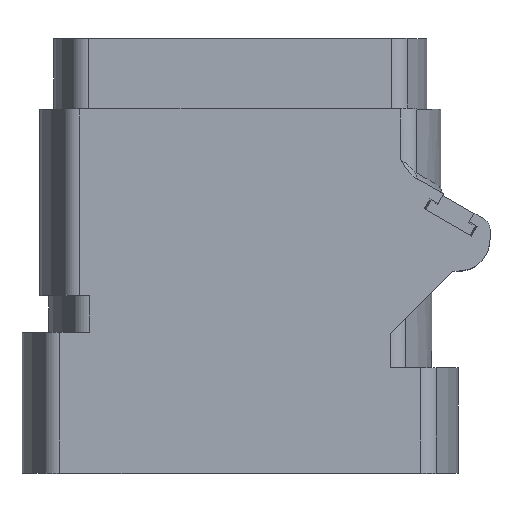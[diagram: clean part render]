
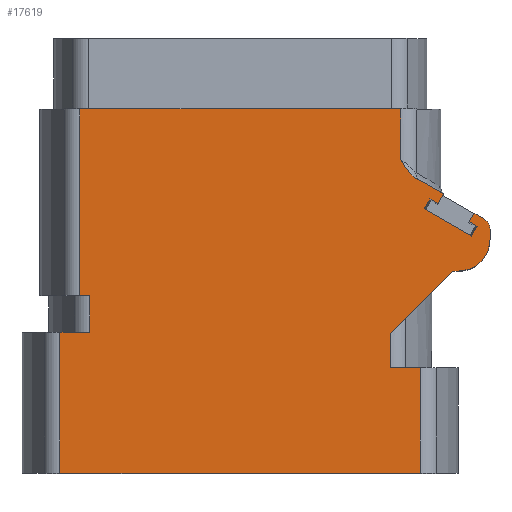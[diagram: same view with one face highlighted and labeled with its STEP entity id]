
A CAD part, top view. The second image highlights one B-rep face of the part: STEP entity #17619.
In plain terms, the highlighted planar face has unit normal (0, 0, 1).
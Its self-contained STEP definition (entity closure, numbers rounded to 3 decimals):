
#1106=DIRECTION('',(0.,-1.,0.));
#1107=VECTOR('',#1106,10.6);
#1108=CARTESIAN_POINT('',(-9.119,20.7,6.));
#1109=LINE('',#1108,#1107);
#1124=DIRECTION('',(0.866,-0.5,0.));
#1125=VECTOR('',#1124,0.525);
#1126=CARTESIAN_POINT('',(10.782,15.588,6.));
#1127=LINE('',#1126,#1125);
#1128=DIRECTION('',(0.866,-0.5,0.));
#1129=VECTOR('',#1128,0.525);
#1130=CARTESIAN_POINT('',(13.012,14.3,6.));
#1131=LINE('',#1130,#1129);
#1132=DIRECTION('',(-0.5,-0.866,0.));
#1133=VECTOR('',#1132,0.55);
#1134=CARTESIAN_POINT('',(13.287,14.777,6.));
#1135=LINE('',#1134,#1133);
#1136=CARTESIAN_POINT('',(13.55,13.874,6.));
#1137=DIRECTION('',(0.,0.,-1.));
#1138=DIRECTION('',(0.5,0.866,0.));
#1139=AXIS2_PLACEMENT_3D('',#1136,#1137,#1138);
#1141=DIRECTION('',(0.,-1.,0.));
#1142=VECTOR('',#1141,0.585);
#1143=CARTESIAN_POINT('',(14.2,13.874,6.));
#1144=LINE('',#1143,#1142);
#1145=CARTESIAN_POINT('',(12.4,13.289,6.));
#1146=DIRECTION('',(0.,0.,1.));
#1147=DIRECTION('',(0.,-1.,0.));
#1148=AXIS2_PLACEMENT_3D('',#1145,#1146,#1147);
#1150=DIRECTION('',(-1.,0.,0.));
#1151=VECTOR('',#1150,0.316);
#1152=CARTESIAN_POINT('',(12.4,11.489,6.));
#1153=LINE('',#1152,#1151);
#1154=DIRECTION('',(1.,0.,0.));
#1155=VECTOR('',#1154,18.238);
#1156=CARTESIAN_POINT('',(-9.119,20.7,6.));
#1157=LINE('',#1156,#1155);
#1158=DIRECTION('',(0.5,0.866,0.));
#1159=VECTOR('',#1158,0.63);
#1160=CARTESIAN_POINT('',(11.236,15.325,6.));
#1161=LINE('',#1160,#1159);
#1357=DIRECTION('',(-0.866,0.5,0.));
#1358=VECTOR('',#1357,1.806);
#1359=CARTESIAN_POINT('',(11.552,15.871,6.));
#1360=LINE('',#1359,#1358);
#1387=CARTESIAN_POINT('',(9.119,17.853,6.));
#1403=CARTESIAN_POINT('',(9.987,16.774,6.));
#1405=CARTESIAN_POINT('',(9.987,16.775,6.));
#1406=CARTESIAN_POINT('',(9.975,16.782,6.));
#1407=CARTESIAN_POINT('',(9.95,16.797,6.));
#1408=CARTESIAN_POINT('',(9.911,16.822,6.));
#1409=CARTESIAN_POINT('',(9.871,16.851,6.));
#1410=CARTESIAN_POINT('',(9.83,16.883,6.));
#1411=CARTESIAN_POINT('',(9.789,16.918,6.));
#1412=CARTESIAN_POINT('',(9.748,16.956,6.));
#1413=CARTESIAN_POINT('',(9.705,16.999,6.));
#1414=CARTESIAN_POINT('',(9.658,17.048,6.));
#1415=CARTESIAN_POINT('',(9.608,17.105,6.));
#1416=CARTESIAN_POINT('',(9.554,17.171,6.));
#1417=CARTESIAN_POINT('',(9.499,17.244,6.));
#1418=CARTESIAN_POINT('',(9.445,17.321,6.));
#1419=CARTESIAN_POINT('',(9.393,17.399,6.));
#1420=CARTESIAN_POINT('',(9.342,17.477,6.));
#1421=CARTESIAN_POINT('',(9.295,17.554,6.));
#1422=CARTESIAN_POINT('',(9.25,17.629,6.));
#1423=CARTESIAN_POINT('',(9.206,17.703,6.));
#1424=CARTESIAN_POINT('',(9.163,17.777,6.));
#1425=CARTESIAN_POINT('',(9.134,17.828,6.));
#1426=CARTESIAN_POINT('',(9.119,17.853,6.));
#1428=DIRECTION('',(0.,-1.,0.));
#1429=VECTOR('',#1428,2.847);
#1430=CARTESIAN_POINT('',(9.119,20.7,6.));
#1431=LINE('',#1430,#1429);
#1534=DIRECTION('',(1.,0.,0.));
#1535=VECTOR('',#1534,0.575);
#1536=CARTESIAN_POINT('',(-9.119,10.1,6.));
#1537=LINE('',#1536,#1535);
#1552=DIRECTION('',(0.,-1.,0.));
#1553=VECTOR('',#1552,2.1);
#1554=CARTESIAN_POINT('',(-8.545,10.1,6.));
#1555=LINE('',#1554,#1553);
#1575=DIRECTION('',(-1.,0.,0.));
#1576=VECTOR('',#1575,1.7);
#1577=CARTESIAN_POINT('',(-8.545,8.,6.));
#1578=LINE('',#1577,#1576);
#1606=DIRECTION('',(0.,-1.,0.));
#1607=VECTOR('',#1606,8.);
#1608=CARTESIAN_POINT('',(-10.245,8.,6.));
#1609=LINE('',#1608,#1607);
#1633=DIRECTION('',(1.,0.,0.));
#1634=VECTOR('',#1633,20.49);
#1635=CARTESIAN_POINT('',(-10.245,0.,6.));
#1636=LINE('',#1635,#1634);
#1669=DIRECTION('',(0.,-1.,0.));
#1670=VECTOR('',#1669,6.);
#1671=CARTESIAN_POINT('',(10.245,6.,6.));
#1672=LINE('',#1671,#1670);
#1678=DIRECTION('',(-1.,0.,0.));
#1679=VECTOR('',#1678,1.7);
#1680=CARTESIAN_POINT('',(10.245,6.,6.));
#1681=LINE('',#1680,#1679);
#1705=DIRECTION('',(0.,-1.,0.));
#1706=VECTOR('',#1705,1.95);
#1707=CARTESIAN_POINT('',(8.545,7.95,6.));
#1708=LINE('',#1707,#1706);
#1800=DIRECTION('',(0.707,0.707,0.));
#1801=VECTOR('',#1800,5.006);
#1802=CARTESIAN_POINT('',(8.545,7.95,6.));
#1803=LINE('',#1802,#1801);
#1832=DIRECTION('',(-0.866,0.5,0.));
#1833=VECTOR('',#1832,0.679);
#1834=CARTESIAN_POINT('',(13.875,14.437,6.));
#1835=LINE('',#1834,#1833);
#1920=DIRECTION('',(-0.5,-0.866,0.));
#1921=VECTOR('',#1920,0.65);
#1922=CARTESIAN_POINT('',(13.466,14.038,6.));
#1923=LINE('',#1922,#1921);
#1952=DIRECTION('',(-0.866,0.5,0.));
#1953=VECTOR('',#1952,3.1);
#1954=CARTESIAN_POINT('',(13.141,13.475,6.));
#1955=LINE('',#1954,#1953);
#1968=DIRECTION('',(0.5,0.866,0.));
#1969=VECTOR('',#1968,0.65);
#1970=CARTESIAN_POINT('',(10.457,15.025,6.));
#1971=LINE('',#1970,#1969);
#13663=CARTESIAN_POINT('',(10.245,0.,6.));
#13664=VERTEX_POINT('',#13663);
#13665=CARTESIAN_POINT('',(10.245,6.,6.));
#13666=VERTEX_POINT('',#13665);
#13675=CARTESIAN_POINT('',(-10.245,8.,6.));
#13676=CARTESIAN_POINT('',(-10.245,0.,6.));
#13677=VERTEX_POINT('',#13675);
#13678=VERTEX_POINT('',#13676);
#13683=CARTESIAN_POINT('',(13.875,14.437,6.));
#13684=CARTESIAN_POINT('',(14.2,13.874,6.));
#13685=VERTEX_POINT('',#13683);
#13686=VERTEX_POINT('',#13684);
#13703=CARTESIAN_POINT('',(8.545,7.95,6.));
#13704=CARTESIAN_POINT('',(8.545,6.,6.));
#13705=VERTEX_POINT('',#13703);
#13706=VERTEX_POINT('',#13704);
#13709=CARTESIAN_POINT('',(12.084,11.489,6.));
#13710=VERTEX_POINT('',#13709);
#13715=CARTESIAN_POINT('',(9.119,20.7,6.));
#13717=VERTEX_POINT('',#13715);
#13727=CARTESIAN_POINT('',(-8.545,10.1,6.));
#13728=CARTESIAN_POINT('',(-8.545,8.,6.));
#13729=VERTEX_POINT('',#13727);
#13730=VERTEX_POINT('',#13728);
#13735=CARTESIAN_POINT('',(-9.119,20.7,6.));
#13736=CARTESIAN_POINT('',(-9.119,10.1,6.));
#13737=VERTEX_POINT('',#13735);
#13738=VERTEX_POINT('',#13736);
#13840=VERTEX_POINT('',#1387);
#13842=VERTEX_POINT('',#1403);
#13854=CARTESIAN_POINT('',(12.4,11.489,6.));
#13855=CARTESIAN_POINT('',(14.2,13.289,6.));
#13856=VERTEX_POINT('',#13854);
#13857=VERTEX_POINT('',#13855);
#13870=CARTESIAN_POINT('',(13.287,14.777,6.));
#13871=VERTEX_POINT('',#13870);
#13874=CARTESIAN_POINT('',(11.552,15.871,6.));
#13875=VERTEX_POINT('',#13874);
#13886=CARTESIAN_POINT('',(13.141,13.475,6.));
#13887=VERTEX_POINT('',#13886);
#13888=CARTESIAN_POINT('',(10.457,15.025,6.));
#13889=VERTEX_POINT('',#13888);
#13894=CARTESIAN_POINT('',(10.782,15.588,6.));
#13895=CARTESIAN_POINT('',(11.236,15.325,6.));
#13896=VERTEX_POINT('',#13894);
#13897=VERTEX_POINT('',#13895);
#13898=CARTESIAN_POINT('',(13.012,14.3,6.));
#13899=CARTESIAN_POINT('',(13.466,14.038,6.));
#13900=VERTEX_POINT('',#13898);
#13901=VERTEX_POINT('',#13899);
#17562=CARTESIAN_POINT('',(-10.852,0.,6.));
#17563=DIRECTION('',(0.,0.,1.));
#17564=DIRECTION('',(1.,0.,0.));
#17565=AXIS2_PLACEMENT_3D('',#17562,#17563,#17564);
#17566=PLANE('',#17565);
#17568=ORIENTED_EDGE('',*,*,#17567,.F.);
#17570=ORIENTED_EDGE('',*,*,#17569,.F.);
#17572=ORIENTED_EDGE('',*,*,#17571,.F.);
#17574=ORIENTED_EDGE('',*,*,#17573,.F.);
#17576=ORIENTED_EDGE('',*,*,#17575,.F.);
#17578=ORIENTED_EDGE('',*,*,#17577,.F.);
#17580=ORIENTED_EDGE('',*,*,#17579,.F.);
#17582=ORIENTED_EDGE('',*,*,#17581,.T.);
#17584=ORIENTED_EDGE('',*,*,#17583,.T.);
#17586=ORIENTED_EDGE('',*,*,#17585,.F.);
#17588=ORIENTED_EDGE('',*,*,#17587,.T.);
#17590=ORIENTED_EDGE('',*,*,#17589,.F.);
#17592=ORIENTED_EDGE('',*,*,#17591,.T.);
#17594=ORIENTED_EDGE('',*,*,#17593,.F.);
#17596=ORIENTED_EDGE('',*,*,#17595,.T.);
#17598=ORIENTED_EDGE('',*,*,#17597,.F.);
#17600=ORIENTED_EDGE('',*,*,#17599,.F.);
#17602=ORIENTED_EDGE('',*,*,#17601,.F.);
#17604=ORIENTED_EDGE('',*,*,#17603,.F.);
#17606=ORIENTED_EDGE('',*,*,#17605,.F.);
#17607=ORIENTED_EDGE('',*,*,#17552,.F.);
#17608=ORIENTED_EDGE('',*,*,#17525,.T.);
#17610=ORIENTED_EDGE('',*,*,#17609,.T.);
#17612=ORIENTED_EDGE('',*,*,#17611,.F.);
#17614=ORIENTED_EDGE('',*,*,#17613,.F.);
#17616=ORIENTED_EDGE('',*,*,#17615,.F.);
#17617=EDGE_LOOP('',(#17568,#17570,#17572,#17574,#17576,#17578,#17580,#17582,
#17584,#17586,#17588,#17590,#17592,#17594,#17596,#17598,#17600,#17602,#17604,
#17606,#17607,#17608,#17610,#17612,#17614,#17616));
#17618=FACE_OUTER_BOUND('',#17617,.F.);
#17619=ADVANCED_FACE('',(#17618),#17566,.T.);
#1140=CIRCLE('',#1139,0.65);
#1149=CIRCLE('',#1148,1.8);
#1427=B_SPLINE_CURVE_WITH_KNOTS('',3,(#1405,#1406,#1407,#1408,#1409,#1410,#1411,
#1412,#1413,#1414,#1415,#1416,#1417,#1418,#1419,#1420,#1421,#1422,#1423,#1424,
#1425,#1426),.UNSPECIFIED.,.F.,.F.,(4,1,1,1,1,1,1,1,1,1,1,1,1,1,1,1,1,1,1,4),(
0.,0.053,0.105,0.158,0.211,
0.263,0.316,0.368,0.421,
0.474,0.526,0.579,0.632,
0.684,0.737,0.789,0.842,
0.895,0.947,1.),.UNSPECIFIED.);
#17525=EDGE_CURVE('',#13737,#13717,#1157,.T.);
#17552=EDGE_CURVE('',#13737,#13738,#1109,.T.);
#17567=EDGE_CURVE('',#13896,#13897,#1127,.T.);
#17569=EDGE_CURVE('',#13889,#13896,#1971,.T.);
#17571=EDGE_CURVE('',#13887,#13889,#1955,.T.);
#17573=EDGE_CURVE('',#13901,#13887,#1923,.T.);
#17575=EDGE_CURVE('',#13900,#13901,#1131,.T.);
#17577=EDGE_CURVE('',#13871,#13900,#1135,.T.);
#17579=EDGE_CURVE('',#13685,#13871,#1835,.T.);
#17581=EDGE_CURVE('',#13685,#13686,#1140,.T.);
#17583=EDGE_CURVE('',#13686,#13857,#1144,.T.);
#17585=EDGE_CURVE('',#13856,#13857,#1149,.T.);
#17587=EDGE_CURVE('',#13856,#13710,#1153,.T.);
#17589=EDGE_CURVE('',#13705,#13710,#1803,.T.);
#17591=EDGE_CURVE('',#13705,#13706,#1708,.T.);
#17593=EDGE_CURVE('',#13666,#13706,#1681,.T.);
#17595=EDGE_CURVE('',#13666,#13664,#1672,.T.);
#17597=EDGE_CURVE('',#13678,#13664,#1636,.T.);
#17599=EDGE_CURVE('',#13677,#13678,#1609,.T.);
#17601=EDGE_CURVE('',#13730,#13677,#1578,.T.);
#17603=EDGE_CURVE('',#13729,#13730,#1555,.T.);
#17605=EDGE_CURVE('',#13738,#13729,#1537,.T.);
#17609=EDGE_CURVE('',#13717,#13840,#1431,.T.);
#17611=EDGE_CURVE('',#13842,#13840,#1427,.T.);
#17613=EDGE_CURVE('',#13875,#13842,#1360,.T.);
#17615=EDGE_CURVE('',#13897,#13875,#1161,.T.);
